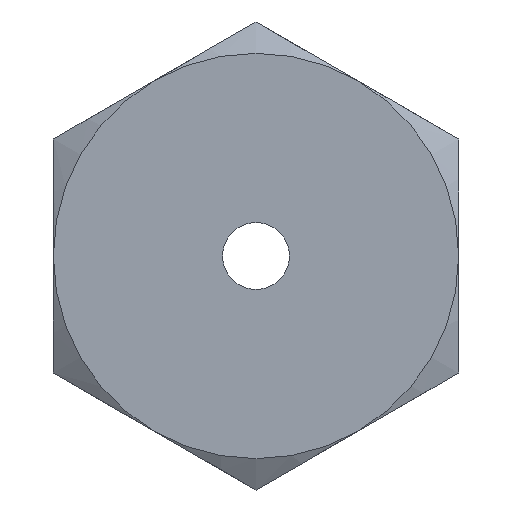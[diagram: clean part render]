
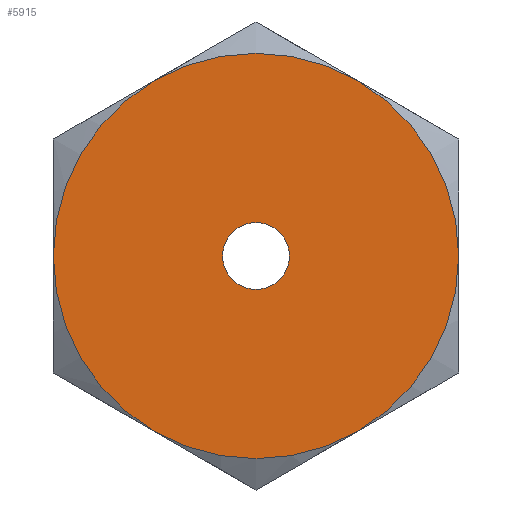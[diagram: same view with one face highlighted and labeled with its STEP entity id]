
A CAD part, left-side view. The second image highlights one B-rep face of the part: STEP entity #5915.
In plain terms, the highlighted planar face has unit normal (-1, 0, 0).
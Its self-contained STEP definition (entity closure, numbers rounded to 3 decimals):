
#2780=CARTESIAN_POINT('',(-3.5,2.,
-3.464));
#2808=CARTESIAN_POINT('',(-3.5,4.,
0.));
#2832=CARTESIAN_POINT('',(-3.5,2.,3.464));
#2858=CARTESIAN_POINT('',(-3.5,-2.,
3.464));
#2884=CARTESIAN_POINT('',(-3.5,-4.,
0.));
#2910=CARTESIAN_POINT('',(-3.5,-2.,
-3.464));
#2925=CARTESIAN_POINT('',(-3.5,0.,0.));
#2926=DIRECTION('',(-1.,0.,0.));
#2927=DIRECTION('',(0.,1.,0.));
#2928=AXIS2_PLACEMENT_3D('',#2925,#2926,#2927);
#2930=CARTESIAN_POINT('',(-3.5,0.,0.));
#2931=DIRECTION('',(-1.,0.,0.));
#2932=DIRECTION('',(0.,0.5,0.866));
#2933=AXIS2_PLACEMENT_3D('',#2930,#2931,#2932);
#2935=CARTESIAN_POINT('',(-3.5,0.,0.));
#2936=DIRECTION('',(-1.,0.,0.));
#2937=DIRECTION('',(0.,-0.5,0.866));
#2938=AXIS2_PLACEMENT_3D('',#2935,#2936,#2937);
#2940=CARTESIAN_POINT('',(-3.5,0.,0.));
#2941=DIRECTION('',(-1.,0.,0.));
#2942=DIRECTION('',(0.,-1.,0.));
#2943=AXIS2_PLACEMENT_3D('',#2940,#2941,#2942);
#2945=CARTESIAN_POINT('',(-3.5,0.,0.));
#2946=DIRECTION('',(-1.,0.,0.));
#2947=DIRECTION('',(0.,-0.5,-0.866));
#2948=AXIS2_PLACEMENT_3D('',#2945,#2946,#2947);
#2950=CARTESIAN_POINT('',(-3.5,0.,0.));
#2951=DIRECTION('',(-1.,0.,0.));
#2952=DIRECTION('',(0.,0.5,-0.866));
#2953=AXIS2_PLACEMENT_3D('',#2950,#2951,#2952);
#2955=CARTESIAN_POINT('',(-3.5,0.,0.));
#2956=DIRECTION('',(1.,0.,0.));
#2957=DIRECTION('',(0.,-1.,0.));
#2958=AXIS2_PLACEMENT_3D('',#2955,#2956,#2957);
#2960=CARTESIAN_POINT('',(-3.5,0.,0.));
#2961=DIRECTION('',(1.,0.,0.));
#2962=DIRECTION('',(0.,1.,0.));
#2963=AXIS2_PLACEMENT_3D('',#2960,#2961,#2962);
#3082=VERTEX_POINT('',#2780);
#3084=VERTEX_POINT('',#2808);
#3087=VERTEX_POINT('',#2832);
#3089=VERTEX_POINT('',#2858);
#3091=VERTEX_POINT('',#2884);
#3092=VERTEX_POINT('',#2910);
#3125=CARTESIAN_POINT('',(-3.5,-0.66,0.));
#3126=CARTESIAN_POINT('',(-3.5,0.66,0.));
#3127=VERTEX_POINT('',#3125);
#3128=VERTEX_POINT('',#3126);
#5893=CARTESIAN_POINT('',(-3.5,0.,0.));
#5894=DIRECTION('',(1.,0.,0.));
#5895=DIRECTION('',(0.,1.,0.));
#5896=AXIS2_PLACEMENT_3D('',#5893,#5894,#5895);
#5897=PLANE('',#5896);
#5898=ORIENTED_EDGE('',*,*,#5864,.F.);
#5900=ORIENTED_EDGE('',*,*,#5899,.F.);
#5902=ORIENTED_EDGE('',*,*,#5901,.F.);
#5904=ORIENTED_EDGE('',*,*,#5903,.F.);
#5905=ORIENTED_EDGE('',*,*,#5888,.F.);
#5906=ORIENTED_EDGE('',*,*,#5875,.F.);
#5907=EDGE_LOOP('',(#5898,#5900,#5902,#5904,#5905,#5906));
#5908=FACE_OUTER_BOUND('',#5907,.F.);
#5910=ORIENTED_EDGE('',*,*,#5909,.F.);
#5912=ORIENTED_EDGE('',*,*,#5911,.F.);
#5913=EDGE_LOOP('',(#5910,#5912));
#5914=FACE_BOUND('',#5913,.F.);
#2929=CIRCLE('',#2928,4.);
#2934=CIRCLE('',#2933,4.);
#2939=CIRCLE('',#2938,4.);
#2944=CIRCLE('',#2943,4.);
#2949=CIRCLE('',#2948,4.);
#2954=CIRCLE('',#2953,4.);
#2959=CIRCLE('',#2958,0.66);
#2964=CIRCLE('',#2963,0.66);
#5864=EDGE_CURVE('',#3084,#3082,#2929,.T.);
#5875=EDGE_CURVE('',#3082,#3092,#2954,.T.);
#5888=EDGE_CURVE('',#3092,#3091,#2949,.T.);
#5899=EDGE_CURVE('',#3087,#3084,#2934,.T.);
#5901=EDGE_CURVE('',#3089,#3087,#2939,.T.);
#5903=EDGE_CURVE('',#3091,#3089,#2944,.T.);
#5909=EDGE_CURVE('',#3127,#3128,#2959,.T.);
#5911=EDGE_CURVE('',#3128,#3127,#2964,.T.);
#5915=ADVANCED_FACE('',(#5908,#5914),#5897,.F.);
